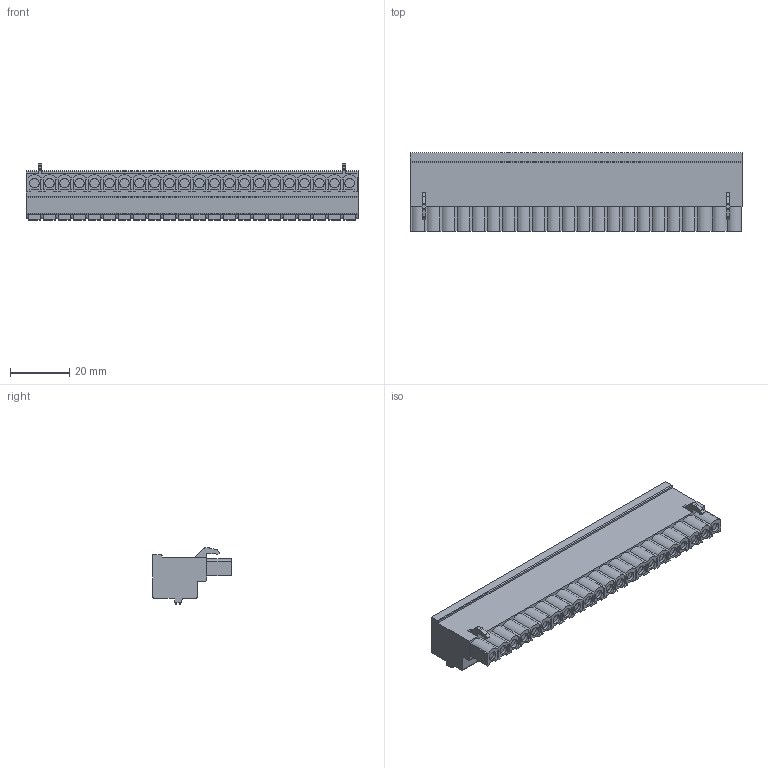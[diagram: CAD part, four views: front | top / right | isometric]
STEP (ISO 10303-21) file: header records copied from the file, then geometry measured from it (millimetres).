
FILE_DESCRIPTION((''),'2;1');
FILE_NAME('3333','2024-09-27T14:15:20',('tluser'),(''),'CREO PARAMETRIC BY PTC INC, 2018100','CREO PARAMETRIC BY PTC INC, 2018100','');
FILE_SCHEMA(('CONFIG_CONTROL_DESIGN'));
Length unit declared in the file: millimetre
Products named in the file (1): 3333
Bounding box: 112.38 x 26.6 x 19.01 mm (x, y, z)
Volume: 30554.1 mm3; surface area: 12546.9 mm2
Topology: 1 solids, 1 shells, 1233 faces, 3174 edges, 2116 vertices
Faces by surface type: plane 836, cylinder 397
Entity records: 37500 total; most frequent: CARTESIAN_POINT 6523, DIRECTION 6434, ORIENTED_EDGE 6348, EDGE_CURVE 3174, VECTOR 2380, LINE 2380, VERTEX_POINT 2116, AXIS2_PLACEMENT_3D 2027
